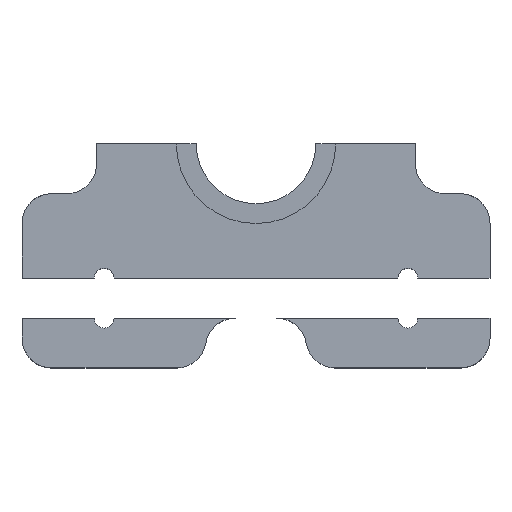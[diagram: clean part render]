
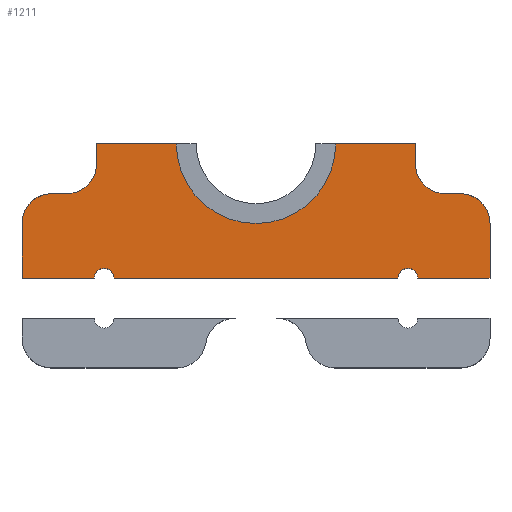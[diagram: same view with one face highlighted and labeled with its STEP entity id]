
A CAD part, top view. The second image highlights one B-rep face of the part: STEP entity #1211.
In plain terms, the highlighted planar face has unit normal (0, 0, 1).
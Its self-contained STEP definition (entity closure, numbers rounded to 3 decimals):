
#78=FACE_OUTER_BOUND('',#144,.T.);
#144=EDGE_LOOP('',(#808,#809,#810,#811,#812,#813,#814,#815,#816,#817,#818,
#819,#820,#821,#822,#823,#824,#825));
#226=CIRCLE('',#1294,1.);
#227=CIRCLE('',#1295,3.);
#228=CIRCLE('',#1296,3.);
#229=CIRCLE('',#1297,8.);
#230=CIRCLE('',#1298,3.);
#231=CIRCLE('',#1299,3.);
#232=CIRCLE('',#1300,1.);
#296=LINE('',#1809,#398);
#297=LINE('',#1813,#399);
#298=LINE('',#1815,#400);
#299=LINE('',#1819,#401);
#300=LINE('',#1823,#402);
#301=LINE('',#1825,#403);
#302=LINE('',#1829,#404);
#303=LINE('',#1831,#405);
#304=LINE('',#1835,#406);
#305=LINE('',#1839,#407);
#306=LINE('',#1841,#408);
#398=VECTOR('',#1433,10.);
#399=VECTOR('',#1436,10.);
#400=VECTOR('',#1437,10.);
#401=VECTOR('',#1440,10.);
#402=VECTOR('',#1443,10.);
#403=VECTOR('',#1444,10.);
#404=VECTOR('',#1447,10.);
#405=VECTOR('',#1448,10.);
#406=VECTOR('',#1451,10.);
#407=VECTOR('',#1454,10.);
#408=VECTOR('',#1455,10.);
#500=VERTEX_POINT('',#1807);
#501=VERTEX_POINT('',#1808);
#502=VERTEX_POINT('',#1810);
#503=VERTEX_POINT('',#1812);
#504=VERTEX_POINT('',#1814);
#505=VERTEX_POINT('',#1816);
#506=VERTEX_POINT('',#1818);
#507=VERTEX_POINT('',#1820);
#508=VERTEX_POINT('',#1822);
#509=VERTEX_POINT('',#1824);
#510=VERTEX_POINT('',#1826);
#511=VERTEX_POINT('',#1828);
#512=VERTEX_POINT('',#1830);
#513=VERTEX_POINT('',#1832);
#514=VERTEX_POINT('',#1834);
#515=VERTEX_POINT('',#1836);
#516=VERTEX_POINT('',#1838);
#517=VERTEX_POINT('',#1840);
#624=EDGE_CURVE('',#500,#501,#296,.T.);
#625=EDGE_CURVE('',#502,#500,#226,.T.);
#626=EDGE_CURVE('',#503,#502,#297,.T.);
#627=EDGE_CURVE('',#504,#503,#298,.T.);
#628=EDGE_CURVE('',#504,#505,#227,.T.);
#629=EDGE_CURVE('',#506,#505,#299,.T.);
#630=EDGE_CURVE('',#506,#507,#228,.T.);
#631=EDGE_CURVE('',#508,#507,#300,.T.);
#632=EDGE_CURVE('',#508,#509,#301,.T.);
#633=EDGE_CURVE('',#509,#510,#229,.T.);
#634=EDGE_CURVE('',#511,#510,#302,.T.);
#635=EDGE_CURVE('',#511,#512,#303,.T.);
#636=EDGE_CURVE('',#513,#512,#230,.T.);
#637=EDGE_CURVE('',#513,#514,#304,.T.);
#638=EDGE_CURVE('',#515,#514,#231,.T.);
#639=EDGE_CURVE('',#515,#516,#305,.T.);
#640=EDGE_CURVE('',#517,#516,#306,.T.);
#641=EDGE_CURVE('',#517,#501,#232,.T.);
#808=ORIENTED_EDGE('',*,*,#624,.F.);
#809=ORIENTED_EDGE('',*,*,#625,.F.);
#810=ORIENTED_EDGE('',*,*,#626,.F.);
#811=ORIENTED_EDGE('',*,*,#627,.F.);
#812=ORIENTED_EDGE('',*,*,#628,.T.);
#813=ORIENTED_EDGE('',*,*,#629,.F.);
#814=ORIENTED_EDGE('',*,*,#630,.T.);
#815=ORIENTED_EDGE('',*,*,#631,.F.);
#816=ORIENTED_EDGE('',*,*,#632,.T.);
#817=ORIENTED_EDGE('',*,*,#633,.T.);
#818=ORIENTED_EDGE('',*,*,#634,.F.);
#819=ORIENTED_EDGE('',*,*,#635,.T.);
#820=ORIENTED_EDGE('',*,*,#636,.F.);
#821=ORIENTED_EDGE('',*,*,#637,.T.);
#822=ORIENTED_EDGE('',*,*,#638,.F.);
#823=ORIENTED_EDGE('',*,*,#639,.T.);
#824=ORIENTED_EDGE('',*,*,#640,.F.);
#825=ORIENTED_EDGE('',*,*,#641,.T.);
#1176=PLANE('',#1293);
#1211=ADVANCED_FACE('',(#78),#1176,.F.);
#1293=AXIS2_PLACEMENT_3D('',#1806,#1431,#1432);
#1294=AXIS2_PLACEMENT_3D('',#1811,#1434,#1435);
#1295=AXIS2_PLACEMENT_3D('',#1817,#1438,#1439);
#1296=AXIS2_PLACEMENT_3D('',#1821,#1441,#1442);
#1297=AXIS2_PLACEMENT_3D('',#1827,#1445,#1446);
#1298=AXIS2_PLACEMENT_3D('',#1833,#1449,#1450);
#1299=AXIS2_PLACEMENT_3D('',#1837,#1452,#1453);
#1300=AXIS2_PLACEMENT_3D('',#1842,#1456,#1457);
#1431=DIRECTION('center_axis',(0.,0.,-1.));
#1432=DIRECTION('ref_axis',(1.,0.,0.));
#1433=DIRECTION('',(-1.,0.,0.));
#1434=DIRECTION('center_axis',(0.,0.,1.));
#1435=DIRECTION('ref_axis',(1.,0.,0.));
#1436=DIRECTION('',(-1.,0.,0.));
#1437=DIRECTION('',(0.,-1.,0.));
#1438=DIRECTION('center_axis',(0.,0.,1.));
#1439=DIRECTION('ref_axis',(0.707,0.707,0.));
#1440=DIRECTION('',(1.,0.,0.));
#1441=DIRECTION('center_axis',(0.,0.,-1.));
#1442=DIRECTION('ref_axis',(-0.707,-0.707,0.));
#1443=DIRECTION('',(0.,-1.,0.));
#1444=DIRECTION('',(-1.,0.,0.));
#1445=DIRECTION('center_axis',(0.,0.,-1.));
#1446=DIRECTION('ref_axis',(-1.,0.,0.));
#1447=DIRECTION('',(1.,0.,0.));
#1448=DIRECTION('',(0.,-1.,0.));
#1449=DIRECTION('center_axis',(0.,0.,1.));
#1450=DIRECTION('ref_axis',(0.707,-0.707,0.));
#1451=DIRECTION('',(-1.,0.,0.));
#1452=DIRECTION('center_axis',(0.,0.,-1.));
#1453=DIRECTION('ref_axis',(-0.707,0.707,0.));
#1454=DIRECTION('',(0.,-1.,0.));
#1455=DIRECTION('',(-1.,0.,0.));
#1456=DIRECTION('center_axis',(0.,0.,-1.));
#1457=DIRECTION('ref_axis',(-1.,0.,0.));
#1806=CARTESIAN_POINT('Origin',(-23.5,-3.,-5.5));
#1807=CARTESIAN_POINT('',(14.25,-3.,-5.5));
#1808=CARTESIAN_POINT('',(-14.25,-3.,-5.5));
#1809=CARTESIAN_POINT('',(-11.75,-3.,-5.5));
#1810=CARTESIAN_POINT('',(16.25,-3.,-5.5));
#1811=CARTESIAN_POINT('Origin',(15.25,-3.,-5.5));
#1812=CARTESIAN_POINT('',(23.5,-3.,-5.5));
#1813=CARTESIAN_POINT('',(-11.75,-3.,-5.5));
#1814=CARTESIAN_POINT('',(23.5,2.5,-5.5));
#1815=CARTESIAN_POINT('',(23.5,-3.,-5.5));
#1816=CARTESIAN_POINT('',(20.5,5.5,-5.5));
#1817=CARTESIAN_POINT('Origin',(20.5,2.5,-5.5));
#1818=CARTESIAN_POINT('',(19.,5.5,-5.5));
#1819=CARTESIAN_POINT('',(9.875,5.5,-5.5));
#1820=CARTESIAN_POINT('',(16.,8.5,-5.5));
#1821=CARTESIAN_POINT('Origin',(19.,8.5,-5.5));
#1822=CARTESIAN_POINT('',(16.,10.5,-5.5));
#1823=CARTESIAN_POINT('',(16.,15.625,-5.5));
#1824=CARTESIAN_POINT('',(8.,10.5,-5.5));
#1825=CARTESIAN_POINT('',(0.,10.5,-5.5));
#1826=CARTESIAN_POINT('',(-8.,10.5,-5.5));
#1827=CARTESIAN_POINT('Origin',(0.,10.5,-5.5));
#1828=CARTESIAN_POINT('',(-16.,10.5,-5.5));
#1829=CARTESIAN_POINT('',(0.,10.5,-5.5));
#1830=CARTESIAN_POINT('',(-16.,8.5,-5.5));
#1831=CARTESIAN_POINT('',(-16.,15.625,-5.5));
#1832=CARTESIAN_POINT('',(-19.,5.5,-5.5));
#1833=CARTESIAN_POINT('Origin',(-19.,8.5,-5.5));
#1834=CARTESIAN_POINT('',(-20.5,5.5,-5.5));
#1835=CARTESIAN_POINT('',(-9.875,5.5,-5.5));
#1836=CARTESIAN_POINT('',(-23.5,2.5,-5.5));
#1837=CARTESIAN_POINT('Origin',(-20.5,2.5,-5.5));
#1838=CARTESIAN_POINT('',(-23.5,-3.,-5.5));
#1839=CARTESIAN_POINT('',(-23.5,-3.,-5.5));
#1840=CARTESIAN_POINT('',(-16.25,-3.,-5.5));
#1841=CARTESIAN_POINT('',(11.75,-3.,-5.5));
#1842=CARTESIAN_POINT('Origin',(-15.25,-3.,-5.5));
